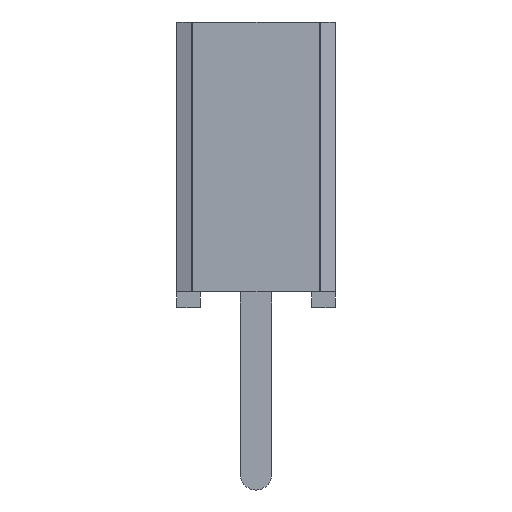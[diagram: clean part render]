
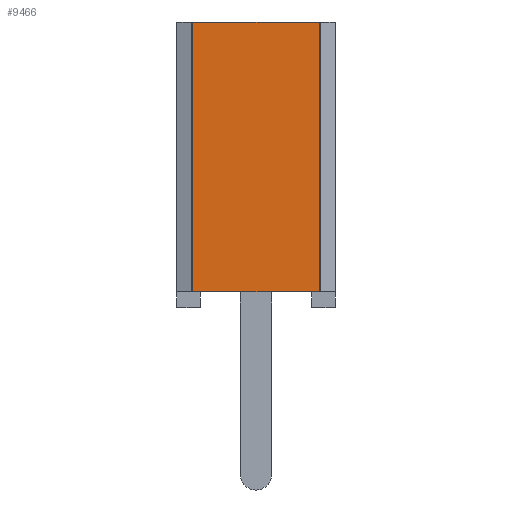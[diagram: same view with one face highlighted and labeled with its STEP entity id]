
A CAD part, left-side view. The second image highlights one B-rep face of the part: STEP entity #9466.
In plain terms, the highlighted planar face has unit normal (-1, 0, 0).
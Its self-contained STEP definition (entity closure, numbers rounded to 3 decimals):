
#9466 = ADVANCED_FACE('',(#9467),#9501,.F.);
#9467 = FACE_BOUND('',#9468,.T.);
#9468 = EDGE_LOOP('',(#9469,#9479,#9487,#9495));
#9469 = ORIENTED_EDGE('',*,*,#9470,.T.);
#9470 = EDGE_CURVE('',#9471,#9473,#9475,.T.);
#9471 = VERTEX_POINT('',#9472);
#9472 = CARTESIAN_POINT('',(-26.149,1.026,4.572));
#9473 = VERTEX_POINT('',#9474);
#9474 = CARTESIAN_POINT('',(-26.149,1.026,0.254));
#9475 = LINE('',#9476,#9477);
#9476 = CARTESIAN_POINT('',(-26.149,1.026,4.572));
#9477 = VECTOR('',#9478,1.);
#9478 = DIRECTION('',(0.,0.,-1.));
#9479 = ORIENTED_EDGE('',*,*,#9480,.T.);
#9480 = EDGE_CURVE('',#9473,#9481,#9483,.T.);
#9481 = VERTEX_POINT('',#9482);
#9482 = CARTESIAN_POINT('',(-26.149,-1.026,0.254));
#9483 = LINE('',#9484,#9485);
#9484 = CARTESIAN_POINT('',(-26.149,0.889,0.254));
#9485 = VECTOR('',#9486,1.);
#9486 = DIRECTION('',(0.,-1.,0.));
#9487 = ORIENTED_EDGE('',*,*,#9488,.T.);
#9488 = EDGE_CURVE('',#9481,#9489,#9491,.T.);
#9489 = VERTEX_POINT('',#9490);
#9490 = CARTESIAN_POINT('',(-26.149,-1.026,4.572));
#9491 = LINE('',#9492,#9493);
#9492 = CARTESIAN_POINT('',(-26.149,-1.026,4.572));
#9493 = VECTOR('',#9494,1.);
#9494 = DIRECTION('',(0.,0.,1.));
#9495 = ORIENTED_EDGE('',*,*,#9496,.F.);
#9496 = EDGE_CURVE('',#9471,#9489,#9497,.T.);
#9497 = LINE('',#9498,#9499);
#9498 = CARTESIAN_POINT('',(-26.149,1.27,4.572));
#9499 = VECTOR('',#9500,1.);
#9500 = DIRECTION('',(0.,-1.,0.));
#9501 = PLANE('',#9502);
#9502 = AXIS2_PLACEMENT_3D('',#9503,#9504,#9505);
#9503 = CARTESIAN_POINT('',(-26.149,1.27,4.572));
#9504 = DIRECTION('',(1.,0.,0.));
#9505 = DIRECTION('',(0.,1.,0.));
